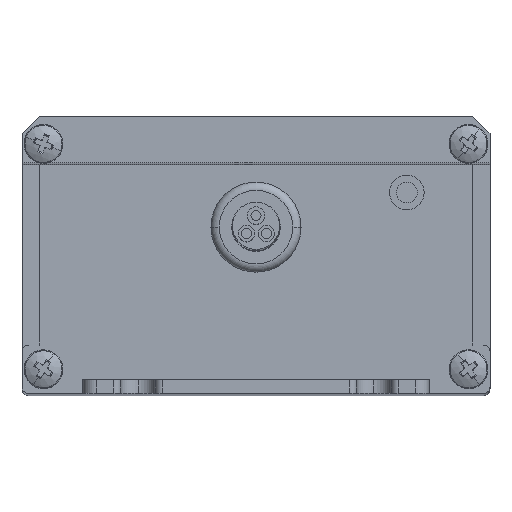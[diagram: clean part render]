
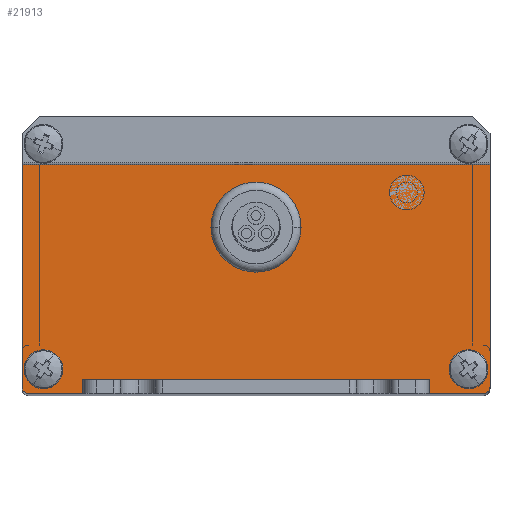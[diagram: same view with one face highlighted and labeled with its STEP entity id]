
A CAD part, top view. The second image highlights one B-rep face of the part: STEP entity #21913.
In plain terms, the highlighted planar face has unit normal (0, 0, 1).
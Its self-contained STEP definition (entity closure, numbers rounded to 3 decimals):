
#1577 = EDGE_LOOP ( 'NONE', ( #7079, #7078, #7068, #6981, #6983, #6984, #6979, #6976, #6978, #6986 ) ) ;
#1590 = EDGE_LOOP ( 'NONE', ( #7074, #7066 ) ) ;
#1613 = EDGE_LOOP ( 'NONE', ( #7069, #7076 ) ) ;
#1639 = EDGE_LOOP ( 'NONE', ( #7071, #7073 ) ) ;
#6976 = ORIENTED_EDGE ( 'NONE', *, *, #32005, .T. ) ;
#6978 = ORIENTED_EDGE ( 'NONE', *, *, #32056, .T. ) ;
#6979 = ORIENTED_EDGE ( 'NONE', *, *, #32065, .F. ) ;
#6981 = ORIENTED_EDGE ( 'NONE', *, *, #32077, .F. ) ;
#6983 = ORIENTED_EDGE ( 'NONE', *, *, #32078, .F. ) ;
#6984 = ORIENTED_EDGE ( 'NONE', *, *, #32000, .T. ) ;
#6986 = ORIENTED_EDGE ( 'NONE', *, *, #32046, .F. ) ;
#7066 = ORIENTED_EDGE ( 'NONE', *, *, #32071, .T. ) ;
#7068 = ORIENTED_EDGE ( 'NONE', *, *, #32076, .T. ) ;
#7069 = ORIENTED_EDGE ( 'NONE', *, *, #32074, .T. ) ;
#7071 = ORIENTED_EDGE ( 'NONE', *, *, #32070, .F. ) ;
#7073 = ORIENTED_EDGE ( 'NONE', *, *, #32069, .F. ) ;
#7074 = ORIENTED_EDGE ( 'NONE', *, *, #32072, .T. ) ;
#7076 = ORIENTED_EDGE ( 'NONE', *, *, #32073, .T. ) ;
#7078 = ORIENTED_EDGE ( 'NONE', *, *, #32075, .T. ) ;
#7079 = ORIENTED_EDGE ( 'NONE', *, *, #32068, .F. ) ;
#7583 = VERTEX_POINT ( 'NONE', #20102 ) ;
#7632 = VERTEX_POINT ( 'NONE', #20162 ) ;
#7663 = VERTEX_POINT ( 'NONE', #20193 ) ;
#7670 = VERTEX_POINT ( 'NONE', #20200 ) ;
#7700 = VERTEX_POINT ( 'NONE', #20230 ) ;
#7705 = VERTEX_POINT ( 'NONE', #20235 ) ;
#7721 = VERTEX_POINT ( 'NONE', #20251 ) ;
#7757 = VERTEX_POINT ( 'NONE', #20287 ) ;
#7873 = VERTEX_POINT ( 'NONE', #18651 ) ;
#7890 = VERTEX_POINT ( 'NONE', #18668 ) ;
#10571 = PLANE ( 'NONE',  #31473 ) ;
#10572 = CARTESIAN_POINT ( 'NONE',  ( -34.962, -18.748, 82.1 ) ) ;
#10573 = DIRECTION ( 'NONE',  ( 0., 0., -1. ) ) ;
#10574 = DIRECTION ( 'NONE',  ( 0., -1., 0. ) ) ;
#15500 = CIRCLE ( 'NONE', #24560, 1. ) ;
#15521 = CIRCLE ( 'NONE', #24630, 5.1 ) ;
#15522 = CIRCLE ( 'NONE', #24642, 5.1 ) ;
#15523 = CIRCLE ( 'NONE', #24640, 1.55 ) ;
#15524 = CIRCLE ( 'NONE', #24644, 1.55 ) ;
#15525 = CIRCLE ( 'NONE', #24643, 1.55 ) ;
#15526 = CIRCLE ( 'NONE', #24646, 1.55 ) ;
#15527 = CIRCLE ( 'NONE', #24645, 1. ) ;
#18651 = CARTESIAN_POINT ( 'NONE',  ( -26.212, -18.748, 82.1 ) ) ;
#18668 = CARTESIAN_POINT ( 'NONE',  ( -26.212, -20.748, 82.1 ) ) ;
#20102 = CARTESIAN_POINT ( 'NONE',  ( -1.212, -1.848, 82.1 ) ) ;
#20162 = CARTESIAN_POINT ( 'NONE',  ( 29.438, -18.798, 82.1 ) ) ;
#20193 = CARTESIAN_POINT ( 'NONE',  ( 31.538, -20.748, 82.1 ) ) ;
#20200 = CARTESIAN_POINT ( 'NONE',  ( 23.788, -18.748, 82.1 ) ) ;
#20230 = CARTESIAN_POINT ( 'NONE',  ( -34.962, -19.748, 82.1 ) ) ;
#20235 = CARTESIAN_POINT ( 'NONE',  ( -33.962, -20.748, 82.1 ) ) ;
#20251 = CARTESIAN_POINT ( 'NONE',  ( -1.212, 8.352, 82.1 ) ) ;
#20287 = CARTESIAN_POINT ( 'NONE',  ( 23.788, -20.748, 82.1 ) ) ;
#21913 = ADVANCED_FACE ( 'NONE', ( #31472, #31469, #31477, #31479 ), #10571, .F. ) ;
#23504 = CARTESIAN_POINT ( 'NONE',  ( -33.962, -19.748, 82.1 ) ) ;
#23505 = DIRECTION ( 'NONE',  ( 0., 0., 1. ) ) ;
#23506 = DIRECTION ( 'NONE',  ( 0., -1., 0. ) ) ;
#23520 = LINE ( 'NONE', #23521, #24577 ) ;
#23521 = CARTESIAN_POINT ( 'NONE',  ( -26.212, -21.748, 82.1 ) ) ;
#23522 = DIRECTION ( 'NONE',  ( 0., 1., 0. ) ) ;
#23643 = LINE ( 'NONE', #23644, #24619 ) ;
#23644 = CARTESIAN_POINT ( 'NONE',  ( 23.788, -21.748, 82.1 ) ) ;
#23645 = DIRECTION ( 'NONE',  ( 0., 1., 0. ) ) ;
#23673 = LINE ( 'NONE', #23674, #24628 ) ;
#23674 = CARTESIAN_POINT ( 'NONE',  ( -34.962, -18.748, 82.1 ) ) ;
#23675 = DIRECTION ( 'NONE',  ( 1., 0., 0. ) ) ;
#23696 = CARTESIAN_POINT ( 'NONE',  ( -1.212, 3.252, 82.1 ) ) ;
#23700 = LINE ( 'NONE', #23701, #24637 ) ;
#23701 = CARTESIAN_POINT ( 'NONE',  ( -34.962, -20.748, 82.1 ) ) ;
#23702 = DIRECTION ( 'NONE',  ( -1., 0., 0. ) ) ;
#23709 = LINE ( 'NONE', #23710, #24641 ) ;
#23710 = CARTESIAN_POINT ( 'NONE',  ( -34.962, -20.748, 82.1 ) ) ;
#23711 = DIRECTION ( 'NONE',  ( -1., 0., 0. ) ) ;
#23712 = DIRECTION ( 'NONE',  ( 0., 0., 1. ) ) ;
#23713 = DIRECTION ( 'NONE',  ( 0., 1., 0. ) ) ;
#23714 = CARTESIAN_POINT ( 'NONE',  ( -1.212, 3.252, 82.1 ) ) ;
#23715 = DIRECTION ( 'NONE',  ( 0., 0., 1. ) ) ;
#23716 = DIRECTION ( 'NONE',  ( 0., 1., 0. ) ) ;
#23717 = CARTESIAN_POINT ( 'NONE',  ( 29.438, -17.248, 82.1 ) ) ;
#23718 = DIRECTION ( 'NONE',  ( 0., 0., -1. ) ) ;
#23719 = DIRECTION ( 'NONE',  ( 0., -1., 0. ) ) ;
#23720 = CARTESIAN_POINT ( 'NONE',  ( 29.438, -17.248, 82.1 ) ) ;
#23721 = DIRECTION ( 'NONE',  ( 0., 0., -1. ) ) ;
#23722 = DIRECTION ( 'NONE',  ( 0., -1., 0. ) ) ;
#23723 = CARTESIAN_POINT ( 'NONE',  ( -31.862, -17.248, 82.1 ) ) ;
#23724 = DIRECTION ( 'NONE',  ( 0., 0., -1. ) ) ;
#23725 = DIRECTION ( 'NONE',  ( 0., -1., 0. ) ) ;
#23726 = CARTESIAN_POINT ( 'NONE',  ( -31.862, -17.248, 82.1 ) ) ;
#23727 = DIRECTION ( 'NONE',  ( 0., 0., -1. ) ) ;
#23728 = DIRECTION ( 'NONE',  ( 0., -1., 0. ) ) ;
#23729 = CARTESIAN_POINT ( 'NONE',  ( 31.538, -19.748, 82.1 ) ) ;
#23730 = DIRECTION ( 'NONE',  ( 0., 0., 1. ) ) ;
#23731 = DIRECTION ( 'NONE',  ( 0., -1., 0. ) ) ;
#23733 = LINE ( 'NONE', #23734, #24648 ) ;
#23734 = CARTESIAN_POINT ( 'NONE',  ( 32.538, -18.748, 82.1 ) ) ;
#23735 = DIRECTION ( 'NONE',  ( 0., 1., 0. ) ) ;
#23736 = LINE ( 'NONE', #23737, #24650 ) ;
#23737 = CARTESIAN_POINT ( 'NONE',  ( -34.962, 12.252, 82.1 ) ) ;
#23738 = DIRECTION ( 'NONE',  ( 1., 0., 0. ) ) ;
#23739 = LINE ( 'NONE', #23740, #24651 ) ;
#23740 = CARTESIAN_POINT ( 'NONE',  ( -34.962, -18.748, 82.1 ) ) ;
#23741 = DIRECTION ( 'NONE',  ( 0., 1., 0. ) ) ;
#24313 = CARTESIAN_POINT ( 'NONE',  ( 32.538, -19.748, 82.1 ) ) ;
#24413 = CARTESIAN_POINT ( 'NONE',  ( 29.438, -15.698, 82.1 ) ) ;
#24474 = CARTESIAN_POINT ( 'NONE',  ( -31.862, -15.698, 82.1 ) ) ;
#24490 = CARTESIAN_POINT ( 'NONE',  ( 32.538, 12.252, 82.1 ) ) ;
#24560 = AXIS2_PLACEMENT_3D ( 'NONE', #23504, #23505, #23506 ) ;
#24577 = VECTOR ( 'NONE', #23522, 1000. ) ;
#24619 = VECTOR ( 'NONE', #23645, 1000. ) ;
#24628 = VECTOR ( 'NONE', #23675, 1000. ) ;
#24630 = AXIS2_PLACEMENT_3D ( 'NONE', #23696, #23712, #23713 ) ;
#24637 = VECTOR ( 'NONE', #23702, 1000. ) ;
#24640 = AXIS2_PLACEMENT_3D ( 'NONE', #23717, #23718, #23719 ) ;
#24641 = VECTOR ( 'NONE', #23711, 1000. ) ;
#24642 = AXIS2_PLACEMENT_3D ( 'NONE', #23714, #23715, #23716 ) ;
#24643 = AXIS2_PLACEMENT_3D ( 'NONE', #23723, #23724, #23725 ) ;
#24644 = AXIS2_PLACEMENT_3D ( 'NONE', #23720, #23721, #23722 ) ;
#24645 = AXIS2_PLACEMENT_3D ( 'NONE', #23729, #23730, #23731 ) ;
#24646 = AXIS2_PLACEMENT_3D ( 'NONE', #23726, #23727, #23728 ) ;
#24648 = VECTOR ( 'NONE', #23735, 1000. ) ;
#24650 = VECTOR ( 'NONE', #23738, 1000. ) ;
#24651 = VECTOR ( 'NONE', #23741, 1000. ) ;
#25512 = CARTESIAN_POINT ( 'NONE',  ( -34.962, 12.252, 82.1 ) ) ;
#25521 = CARTESIAN_POINT ( 'NONE',  ( -31.862, -18.798, 82.1 ) ) ;
#31469 = FACE_BOUND ( 'NONE', #1590, .T. ) ;
#31472 = FACE_BOUND ( 'NONE', #1639, .T. ) ;
#31473 = AXIS2_PLACEMENT_3D ( 'NONE', #10572, #10573, #10574 ) ;
#31477 = FACE_BOUND ( 'NONE', #1613, .T. ) ;
#31479 = FACE_OUTER_BOUND ( 'NONE', #1577, .T. ) ;
#32000 = EDGE_CURVE ( 'NONE', #7700, #7705, #15500, .T. ) ;
#32005 = EDGE_CURVE ( 'NONE', #7890, #7873, #23520, .T. ) ;
#32046 = EDGE_CURVE ( 'NONE', #7757, #7670, #23643, .T. ) ;
#32056 = EDGE_CURVE ( 'NONE', #7873, #7670, #23673, .T. ) ;
#32065 = EDGE_CURVE ( 'NONE', #7890, #7705, #23700, .T. ) ;
#32068 = EDGE_CURVE ( 'NONE', #7663, #7757, #23709, .T. ) ;
#32069 = EDGE_CURVE ( 'NONE', #7583, #7721, #15521, .T. ) ;
#32070 = EDGE_CURVE ( 'NONE', #7721, #7583, #15522, .T. ) ;
#32071 = EDGE_CURVE ( 'NONE', #33322, #7632, #15523, .T. ) ;
#32072 = EDGE_CURVE ( 'NONE', #7632, #33322, #15524, .T. ) ;
#32073 = EDGE_CURVE ( 'NONE', #33384, #33457, #15525, .T. ) ;
#32074 = EDGE_CURVE ( 'NONE', #33457, #33384, #15526, .T. ) ;
#32075 = EDGE_CURVE ( 'NONE', #7663, #33222, #15527, .T. ) ;
#32076 = EDGE_CURVE ( 'NONE', #33222, #33400, #23733, .T. ) ;
#32077 = EDGE_CURVE ( 'NONE', #33448, #33400, #23736, .T. ) ;
#32078 = EDGE_CURVE ( 'NONE', #7700, #33448, #23739, .T. ) ;
#33222 = VERTEX_POINT ( 'NONE', #24313 ) ;
#33322 = VERTEX_POINT ( 'NONE', #24413 ) ;
#33384 = VERTEX_POINT ( 'NONE', #24474 ) ;
#33400 = VERTEX_POINT ( 'NONE', #24490 ) ;
#33448 = VERTEX_POINT ( 'NONE', #25512 ) ;
#33457 = VERTEX_POINT ( 'NONE', #25521 ) ;
